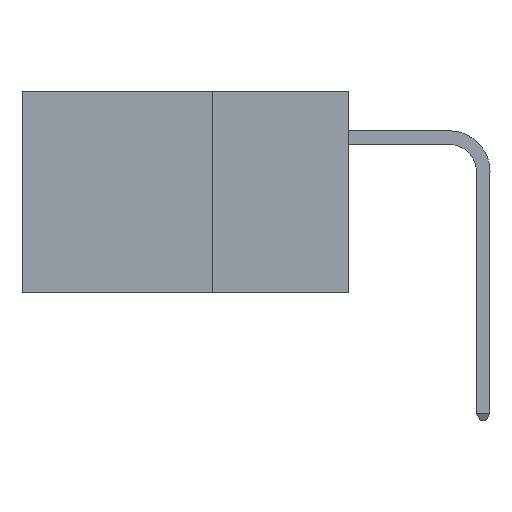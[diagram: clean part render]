
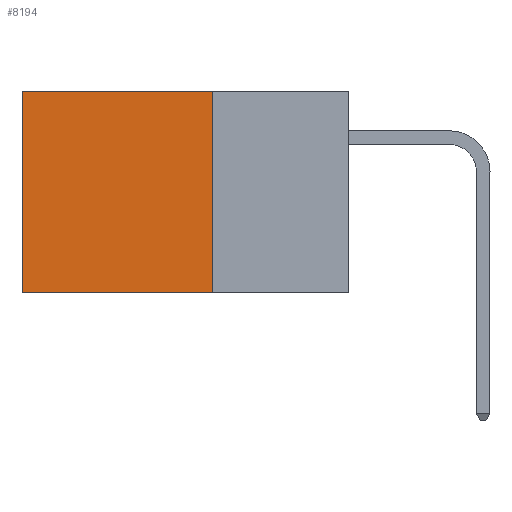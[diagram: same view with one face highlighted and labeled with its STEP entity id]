
A CAD part, left-side view. The second image highlights one B-rep face of the part: STEP entity #8194.
In plain terms, the highlighted planar face has unit normal (-1, 0, 0).
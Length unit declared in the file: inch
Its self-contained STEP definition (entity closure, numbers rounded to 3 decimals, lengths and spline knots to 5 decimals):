
#58 = VECTOR ( 'NONE', #405, 39.37008 ) ;
#115 = DIRECTION ( 'NONE',  ( 1., 0., 0. ) ) ;
#405 = DIRECTION ( 'NONE',  ( 0., 0., -1. ) ) ;
#818 = EDGE_CURVE ( 'NONE', #20049, #17663, #13830, .T. ) ;
#3571 = DIRECTION ( 'NONE',  ( 0., 1., 0. ) ) ;
#4208 = VECTOR ( 'NONE', #3571, 39.37008 ) ;
#4360 = CARTESIAN_POINT ( 'NONE',  ( 0.2875, 0.25, -0.37 ) ) ;
#4567 = ORIENTED_EDGE ( 'NONE', *, *, #818, .F. ) ;
#4793 = LINE ( 'NONE', #5507, #15618 ) ;
#5009 = LINE ( 'NONE', #4360, #9035 ) ;
#5225 = PLANE ( 'NONE',  #10859 ) ;
#5507 = CARTESIAN_POINT ( 'NONE',  ( 0.2875, 0.6, 0. ) ) ;
#5667 = ORIENTED_EDGE ( 'NONE', *, *, #19151, .T. ) ;
#5945 = CARTESIAN_POINT ( 'NONE',  ( 0.2875, 0.6, -0.37 ) ) ;
#6352 = CARTESIAN_POINT ( 'NONE',  ( 0.2875, 0.6, 0. ) ) ;
#8194 = ADVANCED_FACE ( 'NONE', ( #8331 ), #5225, .F. ) ;
#8331 = FACE_OUTER_BOUND ( 'NONE', #12869, .T. ) ;
#9035 = VECTOR ( 'NONE', #19755, 39.37008 ) ;
#9252 = ORIENTED_EDGE ( 'NONE', *, *, #18882, .F. ) ;
#10366 = CARTESIAN_POINT ( 'NONE',  ( 0.2875, 0.25, 0. ) ) ;
#10859 = AXIS2_PLACEMENT_3D ( 'NONE', #13778, #115, #13926 ) ;
#11163 = VERTEX_POINT ( 'NONE', #5945 ) ;
#12485 = DIRECTION ( 'NONE',  ( 0., 0., -1. ) ) ;
#12869 = EDGE_LOOP ( 'NONE', ( #22383, #9252, #4567, #5667 ) ) ;
#13778 = CARTESIAN_POINT ( 'NONE',  ( 0.2875, 0.25, 0. ) ) ;
#13830 = LINE ( 'NONE', #15737, #58 ) ;
#13926 = DIRECTION ( 'NONE',  ( 0., 0., -1. ) ) ;
#14420 = VERTEX_POINT ( 'NONE', #6352 ) ;
#15558 = LINE ( 'NONE', #17605, #4208 ) ;
#15618 = VECTOR ( 'NONE', #12485, 39.37008 ) ;
#15737 = CARTESIAN_POINT ( 'NONE',  ( 0.2875, 0.25, 0. ) ) ;
#17605 = CARTESIAN_POINT ( 'NONE',  ( 0.2875, 0.25, 0. ) ) ;
#17663 = VERTEX_POINT ( 'NONE', #21429 ) ;
#18882 = EDGE_CURVE ( 'NONE', #17663, #11163, #5009, .T. ) ;
#19151 = EDGE_CURVE ( 'NONE', #20049, #14420, #15558, .T. ) ;
#19730 = EDGE_CURVE ( 'NONE', #14420, #11163, #4793, .T. ) ;
#19755 = DIRECTION ( 'NONE',  ( 0., 1., 0. ) ) ;
#20049 = VERTEX_POINT ( 'NONE', #10366 ) ;
#21429 = CARTESIAN_POINT ( 'NONE',  ( 0.2875, 0.25, -0.37 ) ) ;
#22383 = ORIENTED_EDGE ( 'NONE', *, *, #19730, .T. ) ;
